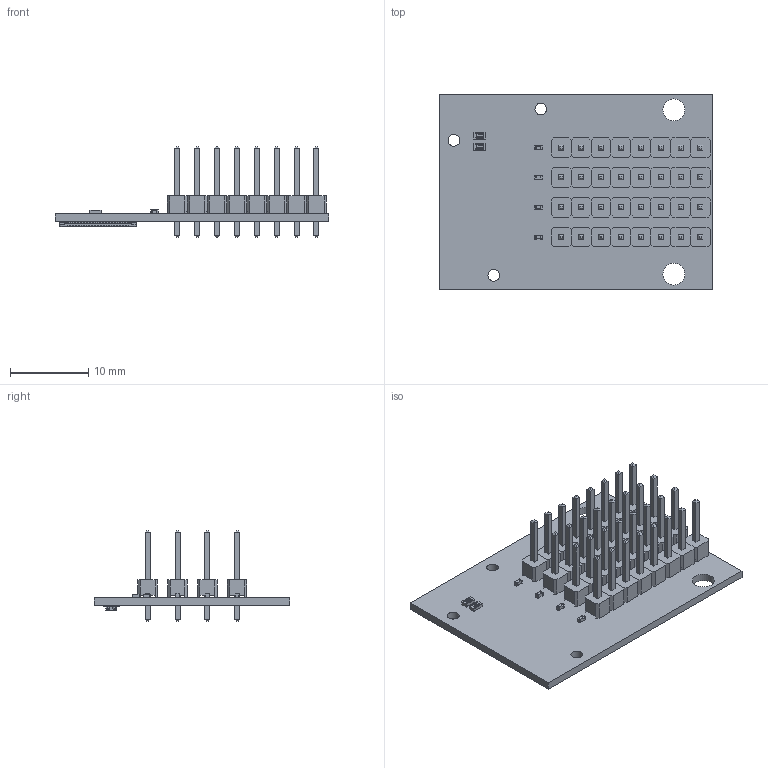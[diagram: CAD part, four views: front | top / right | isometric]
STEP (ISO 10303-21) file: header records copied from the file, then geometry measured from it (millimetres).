
FILE_DESCRIPTION(('Open CASCADE Model'),'2;1');
FILE_NAME('Open CASCADE Shape Model','2021-03-29T17:07:19',('Author'),( 'Open CASCADE'),'Open CASCADE STEP processor 6.8','Open CASCADE 6.8' ,'Unknown');
FILE_SCHEMA(('AUTOMOTIVE_DESIGN { 1 0 10303 214 1 1 1 1 }'));
Length unit declared in the file: millimetre
Products named in the file (20): PCB; Board; Open CASCADE STEP translator 6.8 3.1.1; J1; axe640124; R2; RES1608; R1; C2; C0402; C4; C5; C6; J3; User_Library-Header_Male_4Pin; PinArray; BodyArray; J2; J4; J5
Assembly tree (30 placements, depth 4):
  PCB
    Board
      Open CASCADE STEP translator 6.8 3.1.1
    J1
      axe640124
    R2
      RES1608
    R1
      RES1608
    C2
      C0402
    C4
      C0402
    C5
      C0402
    C6
      C0402
    J3
      User_Library-Header_Male_4Pin  x2
        PinArray
        BodyArray
    J2
      User_Library-Header_Male_4Pin  x2
        PinArray
        BodyArray
    J4
      User_Library-Header_Male_4Pin  x2
        PinArray
        BodyArray
    J5
      User_Library-Header_Male_4Pin  x2
        PinArray
        BodyArray
Bounding box: 35 x 25 x 11.54 mm (x, y, z)
Volume: 1360.5 mm3; surface area: 4166.5 mm2
Topology: 72 solids, 72 shells, 2581 faces, 6333 edges, 3870 vertices
Faces by surface type: plane 1804, bspline 368, cylinder 329, sphere 72, cone 4, torus 4
Full cylindrical faces by diameter (mm): 1.171 x32, 1.5 x3, 2.8 x2
Entity records: 40465 total; most frequent: CARTESIAN_POINT 8573, ORIENTED_EDGE 6274, DIRECTION 5318, EDGE_CURVE 3137, LINE 2332, VECTOR 2332, VERTEX_POINT 1992, AXIS2_PLACEMENT_3D 1493
